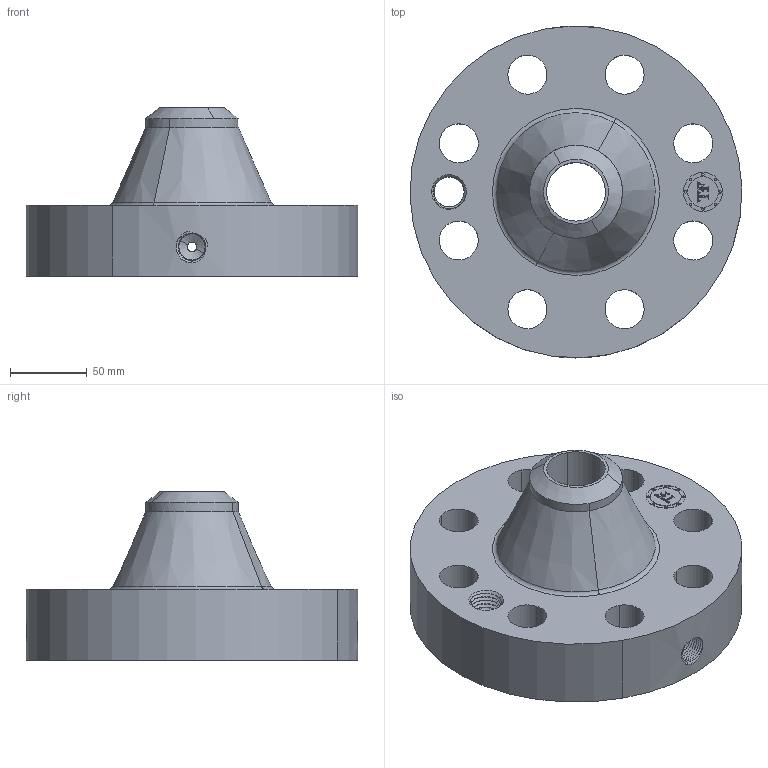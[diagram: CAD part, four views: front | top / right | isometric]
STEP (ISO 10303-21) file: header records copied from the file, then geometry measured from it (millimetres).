
FILE_DESCRIPTION(('3D STEP'),'2;1');
FILE_NAME('2-1500-RTJ-WELD-NECK-XXH-ORIF-FLANGE.stp','2013-11-03T17:16:15+00:00',('Texas Flange'),(''),'CATIA Version 5 Release 20 SP 6 (IN-10)','CATIA V5 STEP AP214','800-826-3801');
FILE_SCHEMA(('AUTOMOTIVE_DESIGN { 1 0 10303 214 1 1 1 1 }'));
Length unit declared in the file: inch
Products named in the file (1): 2-1500-RTJ-WELD-NECK-XXH-ORIF-FLANGE
Bounding box: 215.84 x 215.9 x 109.52 mm (x, y, z)
Volume: 1628905.1 mm3; surface area: 160138.8 mm2
Topology: 1 solids, 1 shells, 786 faces, 2130 edges, 1366 vertices
Faces by surface type: plane 370, bspline 260, cylinder 94, cone 52, torus 6, revolution 4
Entity records: 33079 total; most frequent: CARTESIAN_POINT 13635, ORIENTED_EDGE 4260, EDGE_CURVE 2130, DIRECTION 2090, VERTEX_POINT 1366, VECTOR 1187, LINE 1187, EDGE_LOOP 830
